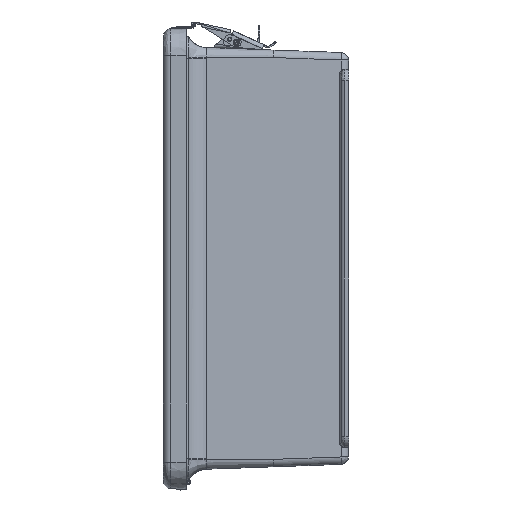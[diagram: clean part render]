
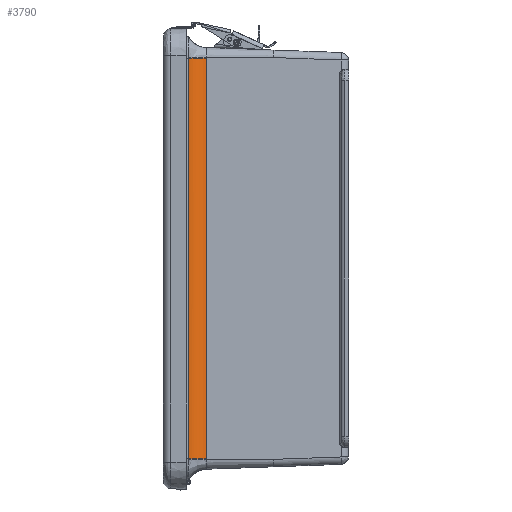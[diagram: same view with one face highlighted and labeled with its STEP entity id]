
A CAD part, left-side view. The second image highlights one B-rep face of the part: STEP entity #3790.
In plain terms, the highlighted cylindrical face has radius 19.05 mm (diameter 38.1 mm), a partial arc.
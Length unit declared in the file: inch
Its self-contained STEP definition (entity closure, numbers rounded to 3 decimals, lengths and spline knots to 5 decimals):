
#150 = FACE_OUTER_BOUND ( 'NONE', #17886, .T. ) ;
#2032 = CARTESIAN_POINT ( 'NONE',  ( 8.0881, -6.7175, 1.2388 ) ) ;
#3790 = ADVANCED_FACE ( 'NONE', ( #150 ), #45451, .F. ) ;
#6556 = EDGE_CURVE ( 'NONE', #12147, #58350, #29190, .T. ) ;
#7154 = CARTESIAN_POINT ( 'NONE',  ( 8.1363, 6.7175, 0.95782 ) ) ;
#7915 = CARTESIAN_POINT ( 'NONE',  ( 8.38798, -6.7175, 0.6613 ) ) ;
#11806 = EDGE_CURVE ( 'NONE', #11942, #61324, #38509, .T. ) ;
#11942 = VERTEX_POINT ( 'NONE', #20409 ) ;
#12147 = VERTEX_POINT ( 'NONE', #54708 ) ;
#17155 = ORIENTED_EDGE ( 'NONE', *, *, #6556, .F. ) ;
#17886 = EDGE_LOOP ( 'NONE', ( #57731, #17155, #35685, #28840 ) ) ;
#18898 = CARTESIAN_POINT ( 'NONE',  ( 8.44838, 6.71751, 0.62463 ) ) ;
#20409 = CARTESIAN_POINT ( 'NONE',  ( 8.44838, 6.7175, 0.62463 ) ) ;
#21781 = CARTESIAN_POINT ( 'NONE',  ( 8.0881, 6.7175, 1.2388 ) ) ;
#22276 = B_SPLINE_CURVE_WITH_KNOTS ( 'NONE', 3,
 ( #25960, #7915, #36224, #44714, #35619, #2032 ),
 .UNSPECIFIED., .F., .F.,
 ( 4, 1, 1, 4 ),
 ( 0., 0.28571, 0.57143, 1. ),
 .UNSPECIFIED. ) ;
#25706 = EDGE_CURVE ( 'NONE', #61324, #12147, #22276, .T. ) ;
#25960 = CARTESIAN_POINT ( 'NONE',  ( 8.44838, -6.7175, 0.62463 ) ) ;
#26112 = CARTESIAN_POINT ( 'NONE',  ( 8.38798, 6.7175, 0.6613 ) ) ;
#28840 = ORIENTED_EDGE ( 'NONE', *, *, #11806, .F. ) ;
#29190 = LINE ( 'NONE', #53831, #39154 ) ;
#30472 = CARTESIAN_POINT ( 'NONE',  ( 8.0919, 6.7175, 1.13288 ) ) ;
#31093 = CARTESIAN_POINT ( 'NONE',  ( 8.27768, 6.7175, 0.75184 ) ) ;
#34270 = B_SPLINE_CURVE_WITH_KNOTS ( 'NONE', 3,
 ( #21781, #30472, #7154, #31093, #26112, #49245 ),
 .UNSPECIFIED., .F., .F.,
 ( 4, 1, 1, 4 ),
 ( 0., 0.42857, 0.71429, 1. ),
 .UNSPECIFIED. ) ;
#35127 = CARTESIAN_POINT ( 'NONE',  ( 8.0881, 6.7175, 1.2388 ) ) ;
#35619 = CARTESIAN_POINT ( 'NONE',  ( 8.0919, -6.7175, 1.13288 ) ) ;
#35685 = ORIENTED_EDGE ( 'NONE', *, *, #25706, .F. ) ;
#36224 = CARTESIAN_POINT ( 'NONE',  ( 8.27768, -6.7175, 0.75184 ) ) ;
#37142 = EDGE_CURVE ( 'NONE', #58350, #11942, #34270, .T. ) ;
#37507 = DIRECTION ( 'NONE',  ( 0., 1., 0. ) ) ;
#38135 = DIRECTION ( 'NONE',  ( 0., 0., 1. ) ) ;
#38509 = LINE ( 'NONE', #18898, #49158 ) ;
#39154 = VECTOR ( 'NONE', #44192, 39.37008 ) ;
#43248 = DIRECTION ( 'NONE',  ( 0., -1., 0. ) ) ;
#44192 = DIRECTION ( 'NONE',  ( 0., 1., 0. ) ) ;
#44714 = CARTESIAN_POINT ( 'NONE',  ( 8.1363, -6.7175, 0.95782 ) ) ;
#45451 = CYLINDRICAL_SURFACE ( 'NONE', #45650, 0.75 ) ;
#45650 = AXIS2_PLACEMENT_3D ( 'NONE', #46943, #37507, #38135 ) ;
#46581 = CARTESIAN_POINT ( 'NONE',  ( 8.44838, -6.7175, 0.62463 ) ) ;
#46943 = CARTESIAN_POINT ( 'NONE',  ( 8.83762, 6.71751, 1.26572 ) ) ;
#49158 = VECTOR ( 'NONE', #43248, 39.37008 ) ;
#49245 = CARTESIAN_POINT ( 'NONE',  ( 8.44838, 6.7175, 0.62463 ) ) ;
#53831 = CARTESIAN_POINT ( 'NONE',  ( 8.0881, 6.7422, 1.2388 ) ) ;
#54708 = CARTESIAN_POINT ( 'NONE',  ( 8.0881, -6.7175, 1.2388 ) ) ;
#57731 = ORIENTED_EDGE ( 'NONE', *, *, #37142, .F. ) ;
#58350 = VERTEX_POINT ( 'NONE', #35127 ) ;
#61324 = VERTEX_POINT ( 'NONE', #46581 ) ;
